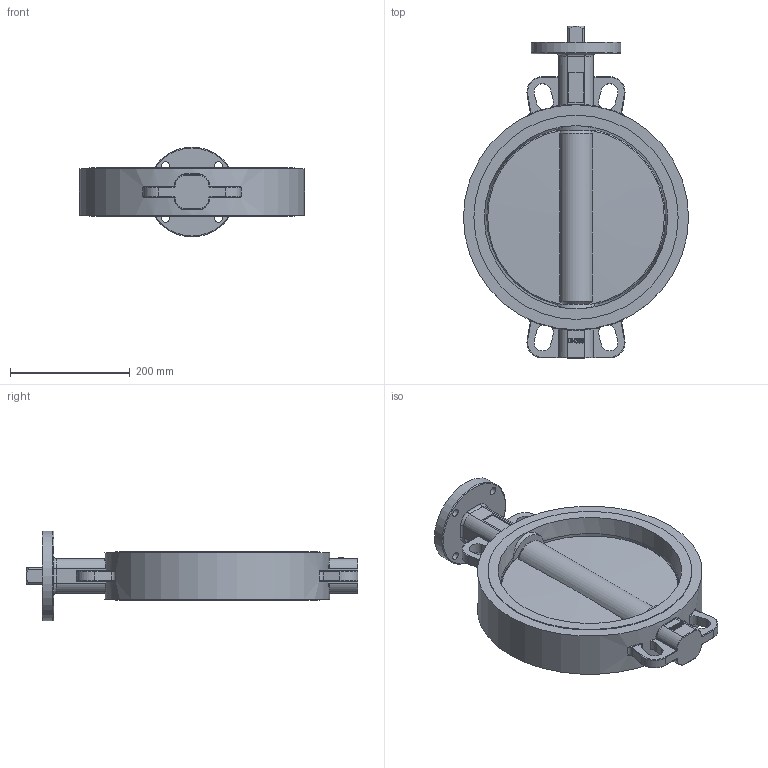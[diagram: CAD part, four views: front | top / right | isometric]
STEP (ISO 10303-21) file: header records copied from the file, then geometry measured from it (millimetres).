
FILE_DESCRIPTION (( 'STEP AP203' ), '1' );
FILE_NAME ('J9.DN300.STEP', '2013-01-17T07:43:30', ( 'luca.saino' ), ( 'Hewlett-Packard Company' ), 'SwSTEP 2.0', 'SolidWorks 2012', '' );
FILE_SCHEMA (( 'CONFIG_CONTROL_DESIGN' ));
Length unit declared in the file: millimetre
Products named in the file (1): J9.DN300
Bounding box: 376 x 554.5 x 150 mm (x, y, z)
Volume: 5596372.3 mm3; surface area: 483356 mm2
Topology: 1 solids, 2 shells, 337 faces, 859 edges, 532 vertices
Faces by surface type: plane 98, cylinder 98, torus 57, bspline 56, cone 20, sphere 8
Full cylindrical faces by diameter (mm): 13 x4, 48 x1, 50.5 x1, 150 x1, 341.2 x2, 376 x1
Entity records: 14090 total; most frequent: CARTESIAN_POINT 6444, ORIENTED_EDGE 1652, DIRECTION 1435, EDGE_CURVE 826, AXIS2_PLACEMENT_3D 560, VERTEX_POINT 523, EDGE_LOOP 385, FACE_OUTER_BOUND 348
